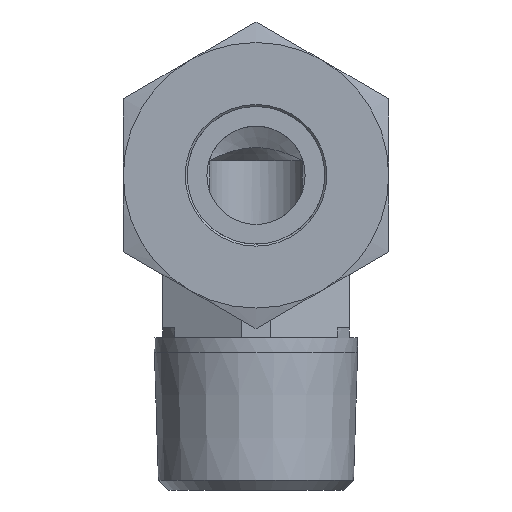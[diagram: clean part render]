
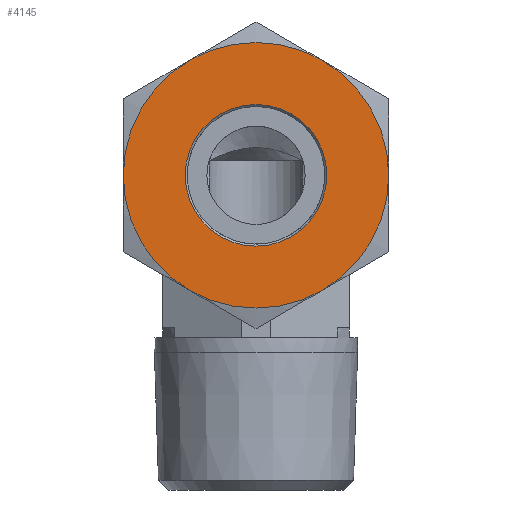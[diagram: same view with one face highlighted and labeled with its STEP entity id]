
A CAD part, front view. The second image highlights one B-rep face of the part: STEP entity #4145.
In plain terms, the highlighted face is planar.
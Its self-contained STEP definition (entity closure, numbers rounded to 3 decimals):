
#4049=CARTESIAN_POINT('',(7.2,0.,20.5));
#4050=VERTEX_POINT('',#4049);
#4051=CARTESIAN_POINT('',(0.0,0.0,20.5));
#4052=DIRECTION('',(0.0,0.0,1.0));
#4053=DIRECTION('',(-1.0,0.0,0.0));
#4054=AXIS2_PLACEMENT_3D('',#4051,#4052,#4053);
#4055=CIRCLE('',#4054,7.2);
#4056=EDGE_CURVE('',#4050,#4050,#4055,.T.);
#4081=CARTESIAN_POINT('',(0.,0.0,20.5));
#4082=DIRECTION('',(0.0,0.0,1.0));
#4083=DIRECTION('',(1.0,0.0,0.0));
#4084=AXIS2_PLACEMENT_3D('',#4081,#4082,#4083);
#4085=PLANE('',#4084);
#4086=CARTESIAN_POINT('',(-6.75,-11.691,20.5));
#4087=VERTEX_POINT('',#4086);
#4088=CARTESIAN_POINT('',(6.75,-11.691,20.5));
#4089=VERTEX_POINT('',#4088);
#4090=CARTESIAN_POINT('',(0.0,0.0,20.5));
#4091=DIRECTION('',(0.0,0.0,1.0));
#4092=DIRECTION('',(-0.5,-0.866,0.0));
#4093=AXIS2_PLACEMENT_3D('',#4090,#4091,#4092);
#4094=CIRCLE('',#4093,13.5);
#4095=EDGE_CURVE('',#4087,#4089,#4094,.T.);
#4096=ORIENTED_EDGE('',*,*,#4095,.T.);
#4097=CARTESIAN_POINT('',(13.5,0.,20.5));
#4098=VERTEX_POINT('',#4097);
#4099=CARTESIAN_POINT('',(0.0,0.0,20.5));
#4100=DIRECTION('',(0.0,0.0,1.0));
#4101=DIRECTION('',(-0.5,-0.866,0.0));
#4102=AXIS2_PLACEMENT_3D('',#4099,#4100,#4101);
#4103=CIRCLE('',#4102,13.5);
#4104=EDGE_CURVE('',#4089,#4098,#4103,.T.);
#4105=ORIENTED_EDGE('',*,*,#4104,.T.);
#4106=CARTESIAN_POINT('',(6.75,11.691,20.5));
#4107=VERTEX_POINT('',#4106);
#4108=CARTESIAN_POINT('',(0.0,0.0,20.5));
#4109=DIRECTION('',(0.0,0.0,1.0));
#4110=DIRECTION('',(-0.5,-0.866,0.0));
#4111=AXIS2_PLACEMENT_3D('',#4108,#4109,#4110);
#4112=CIRCLE('',#4111,13.5);
#4113=EDGE_CURVE('',#4098,#4107,#4112,.T.);
#4114=ORIENTED_EDGE('',*,*,#4113,.T.);
#4115=CARTESIAN_POINT('',(-6.75,11.691,20.5));
#4116=VERTEX_POINT('',#4115);
#4117=CARTESIAN_POINT('',(0.0,0.0,20.5));
#4118=DIRECTION('',(0.0,0.0,1.0));
#4119=DIRECTION('',(-0.5,-0.866,0.0));
#4120=AXIS2_PLACEMENT_3D('',#4117,#4118,#4119);
#4121=CIRCLE('',#4120,13.5);
#4122=EDGE_CURVE('',#4107,#4116,#4121,.T.);
#4123=ORIENTED_EDGE('',*,*,#4122,.T.);
#4124=CARTESIAN_POINT('',(-13.5,0.0,20.5));
#4125=VERTEX_POINT('',#4124);
#4126=CARTESIAN_POINT('',(0.0,0.0,20.5));
#4127=DIRECTION('',(0.0,0.0,1.0));
#4128=DIRECTION('',(-0.5,-0.866,0.0));
#4129=AXIS2_PLACEMENT_3D('',#4126,#4127,#4128);
#4130=CIRCLE('',#4129,13.5);
#4131=EDGE_CURVE('',#4116,#4125,#4130,.T.);
#4132=ORIENTED_EDGE('',*,*,#4131,.T.);
#4133=CARTESIAN_POINT('',(0.0,0.0,20.5));
#4134=DIRECTION('',(0.0,0.0,1.0));
#4135=DIRECTION('',(-0.5,-0.866,0.0));
#4136=AXIS2_PLACEMENT_3D('',#4133,#4134,#4135);
#4137=CIRCLE('',#4136,13.5);
#4138=EDGE_CURVE('',#4125,#4087,#4137,.T.);
#4139=ORIENTED_EDGE('',*,*,#4138,.T.);
#4140=EDGE_LOOP('',(#4096,#4105,#4114,#4123,#4132,#4139));
#4141=FACE_OUTER_BOUND('',#4140,.T.);
#4142=ORIENTED_EDGE('',*,*,#4056,.F.);
#4143=EDGE_LOOP('',(#4142));
#4144=FACE_BOUND('',#4143,.T.);
#4145=ADVANCED_FACE('',(#4141,#4144),#4085,.T.);
